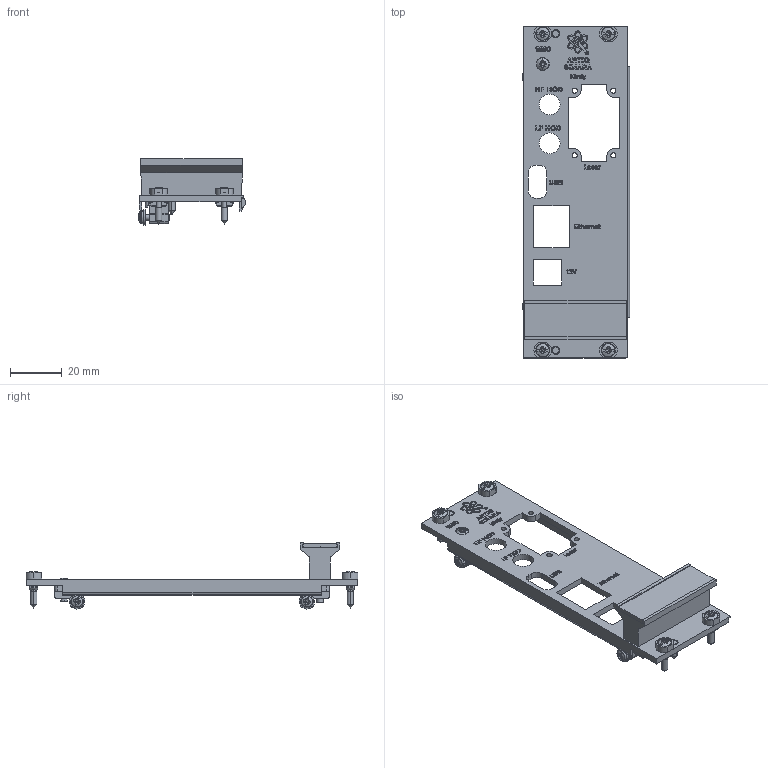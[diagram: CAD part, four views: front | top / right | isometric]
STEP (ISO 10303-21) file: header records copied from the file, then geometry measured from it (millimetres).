
FILE_DESCRIPTION(('FreeCAD Model'),'2;1');
FILE_NAME('Open CASCADE Shape Model','2023-12-05T11:50:13',(''),(''), 'Open CASCADE STEP processor 7.6','FreeCAD','Unknown');
FILE_SCHEMA(('AUTOMOTIVE_DESIGN { 1 0 10303 214 1 1 1 1 }'));
Length unit declared in the file: millimetre
Products named in the file (26): FP_1550_3U8HP_PANEL; 20848668_26; 20848668_24; FP_1550_3U8HP_CUTOUT_001; SLEEVE GREY PLAS. M2.5 BL; SLEEVE GREY PLAS. M2.5 TL; SLEEVE GREY PLAS. M2.5 TR; SLEEVE GREY PLAS. M2.5 BR; 20848668_6; 20848668_7; SCREW COLLAR M2.5X12.3 BL; SCREW COLLAR M2.5X12.3 BR; SCREW COLLAR M2.5X12.3 TL; SCREW COLLAR M2.5X12.3 TR; SCR M2.5*8 OVL PHL ST NI; WASHER PLN.M2.7 DIN125 B; SCR M2.5*6 PAN PHL NI DIN7985 B; 20848668_15; 20848668_16; 20848668_17; 20848668_18; 20848668_19; FP-ALIGNMENT PIN (LOCALIZATION) T; FP-ALIGNMENT PIN (LOCALIZATION) B; EMC GASKET FABRIC 3U; 20848668_1
Assembly tree (25 placements, depth 2):
  FP_1550_3U8HP_PANEL
    20848668_26
    20848668_24
    FP_1550_3U8HP_CUTOUT_001
    SLEEVE GREY PLAS. M2.5 BL
    SLEEVE GREY PLAS. M2.5 TL
    SLEEVE GREY PLAS. M2.5 TR
    SLEEVE GREY PLAS. M2.5 BR
    20848668_6
    20848668_7
    SCREW COLLAR M2.5X12.3 BL
    SCREW COLLAR M2.5X12.3 BR
    SCREW COLLAR M2.5X12.3 TL
    SCREW COLLAR M2.5X12.3 TR
    SCR M2.5*8 OVL PHL ST NI
    WASHER PLN.M2.7 DIN125 B
    SCR M2.5*6 PAN PHL NI DIN7985 B
    20848668_15
    20848668_16
    20848668_17
    20848668_18
    20848668_19
    FP-ALIGNMENT PIN (LOCALIZATION) T
    FP-ALIGNMENT PIN (LOCALIZATION) B
    EMC GASKET FABRIC 3U
    20848668_1
Bounding box: 41.43 x 128.4 x 25.6 mm (x, y, z)
Volume: 6054.2 mm3; surface area: 21256.5 mm2
Topology: 24 solids, 103 shells, 1427 faces, 4467 edges, 3165 vertices
Faces by surface type: plane 740, cylinder 467, cone 137, bspline 45, sphere 24, torus 12, revolution 2
Full cylindrical faces by diameter (mm): 2 x4, 8 x2
Entity records: 52708 total; most frequent: CARTESIAN_POINT 13326, ORIENTED_EDGE 8071, DIRECTION 7117, EDGE_CURVE 4439, VERTEX_POINT 3165, AXIS2_PLACEMENT_3D 2481, LINE 2153, VECTOR 2153
